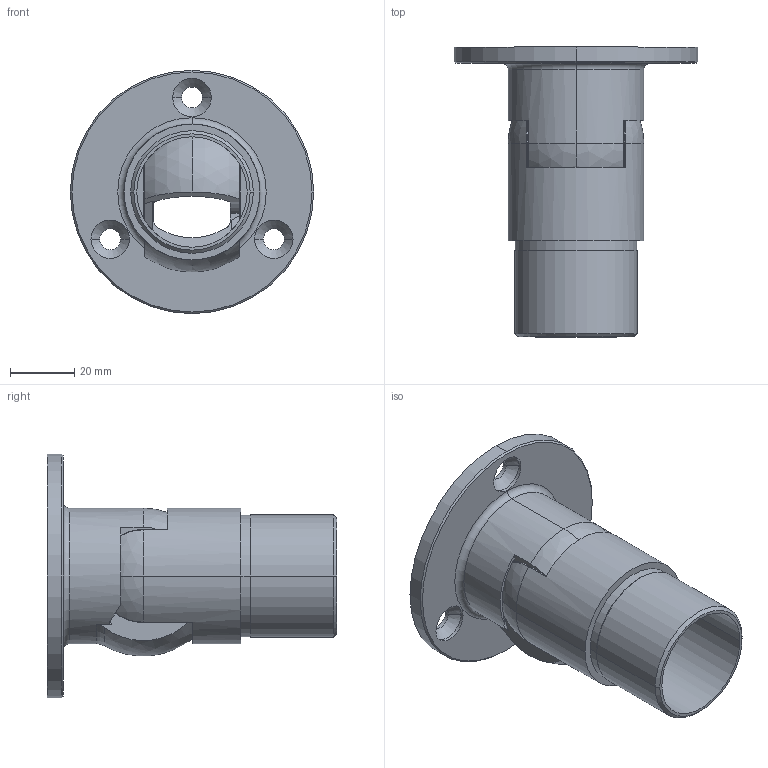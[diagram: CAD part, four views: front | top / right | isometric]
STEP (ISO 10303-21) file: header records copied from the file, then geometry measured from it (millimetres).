
FILE_DESCRIPTION (( 'STEP AP214' ), '1' );
FILE_NAME ('A_0506-242-B.STEP', '2022-09-12T12:27:17', ( '' ), ( '' ), 'SwSTEP 2.0', 'SolidWorks 2019', '' );
FILE_SCHEMA (( 'AUTOMOTIVE_DESIGN' ));
Length unit declared in the file: millimetre
Products named in the file (4): A_0506-242-B.P1; A_0506-242-B.P2; A_0506-242-B.P3; A_0506-242-B
Assembly tree (4 placements, depth 2):
  A_0506-242-B
    A_0506-242-B.P1
    A_0506-242-B.P2
    A_0506-242-B.P3  x2
Bounding box: 76 x 90.5 x 76 mm (x, y, z)
Volume: 52044.2 mm3; surface area: 35635.1 mm2
Topology: 4 solids, 4 shells, 222 faces, 540 edges, 326 vertices
Faces by surface type: cylinder 91, torus 54, plane 37, cone 18, sphere 16, bspline 6
Entity records: 6946 total; most frequent: CARTESIAN_POINT 1590, DIRECTION 1242, ORIENTED_EDGE 1032, AXIS2_PLACEMENT_3D 541, EDGE_CURVE 516, CIRCLE 326, VERTEX_POINT 313, EDGE_LOOP 233
